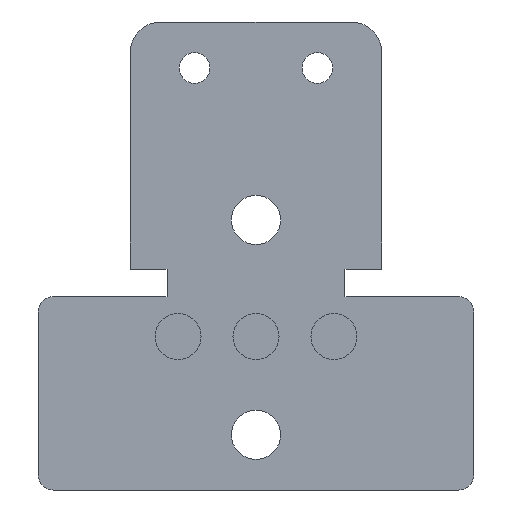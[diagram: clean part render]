
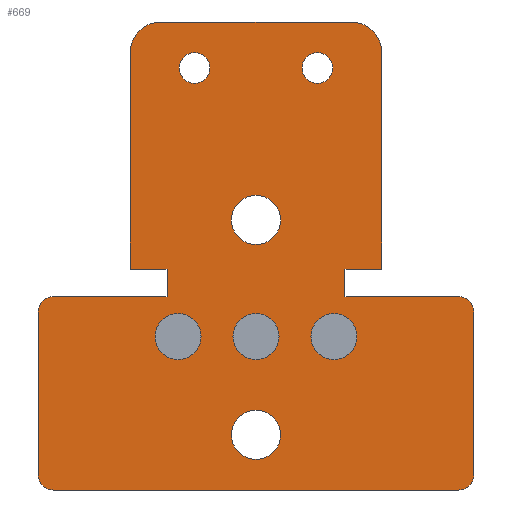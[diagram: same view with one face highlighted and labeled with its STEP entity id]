
A CAD part, front view. The second image highlights one B-rep face of the part: STEP entity #669.
In plain terms, the highlighted planar face has unit normal (0, -1, 0).
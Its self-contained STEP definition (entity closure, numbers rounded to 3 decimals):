
#32=CARTESIAN_POINT('',(6.6,4.4,0.8));
#33=DIRECTION('',(0.,1.,0.));
#34=DIRECTION('',(0.,0.,1.));
#35=AXIS2_PLACEMENT_3D('',#32,#33,#34);
#37=CARTESIAN_POINT('',(6.6,4.4,-4.5));
#38=DIRECTION('',(0.,1.,0.));
#39=DIRECTION('',(1.,0.,0.));
#40=AXIS2_PLACEMENT_3D('',#37,#38,#39);
#42=CARTESIAN_POINT('',(-6.6,4.4,-4.5));
#43=DIRECTION('',(0.,1.,0.));
#44=DIRECTION('',(0.,0.,-1.));
#45=AXIS2_PLACEMENT_3D('',#42,#43,#44);
#47=CARTESIAN_POINT('',(-6.6,4.4,0.8));
#48=DIRECTION('',(0.,1.,0.));
#49=DIRECTION('',(-1.,0.,0.));
#50=AXIS2_PLACEMENT_3D('',#47,#48,#49);
#52=DIRECTION('',(0.,0.,1.));
#53=VECTOR('',#52,0.9);
#54=CARTESIAN_POINT('',(-2.9,4.4,1.3));
#55=LINE('',#54,#53);
#56=DIRECTION('',(-1.,0.,0.));
#57=VECTOR('',#56,1.2);
#58=CARTESIAN_POINT('',(-2.9,4.4,2.2));
#59=LINE('',#58,#57);
#60=DIRECTION('',(0.,0.,1.));
#61=VECTOR('',#60,7.05);
#62=CARTESIAN_POINT('',(-4.1,4.4,2.2));
#63=LINE('',#62,#61);
#64=CARTESIAN_POINT('',(-3.1,4.4,9.25));
#65=DIRECTION('',(0.,1.,0.));
#66=DIRECTION('',(-1.,0.,0.));
#67=AXIS2_PLACEMENT_3D('',#64,#65,#66);
#69=DIRECTION('',(1.,0.,0.));
#70=VECTOR('',#69,6.2);
#71=CARTESIAN_POINT('',(-3.1,4.4,10.25));
#72=LINE('',#71,#70);
#73=CARTESIAN_POINT('',(3.1,4.4,9.25));
#74=DIRECTION('',(0.,1.,0.));
#75=DIRECTION('',(0.,0.,1.));
#76=AXIS2_PLACEMENT_3D('',#73,#74,#75);
#78=DIRECTION('',(0.,0.,-1.));
#79=VECTOR('',#78,7.05);
#80=CARTESIAN_POINT('',(4.1,4.4,9.25));
#81=LINE('',#80,#79);
#82=DIRECTION('',(0.,0.,-1.));
#83=VECTOR('',#82,0.9);
#84=CARTESIAN_POINT('',(2.9,4.4,2.2));
#85=LINE('',#84,#83);
#86=CARTESIAN_POINT('',(0.,4.4,0.));
#87=DIRECTION('',(0.,-1.,0.));
#88=DIRECTION('',(-1.,0.,0.));
#89=AXIS2_PLACEMENT_3D('',#86,#87,#88);
#91=CARTESIAN_POINT('',(0.,4.4,0.));
#92=DIRECTION('',(0.,-1.,0.));
#93=DIRECTION('',(1.,0.,0.));
#94=AXIS2_PLACEMENT_3D('',#91,#92,#93);
#96=CARTESIAN_POINT('',(-2.54,4.4,0.));
#97=DIRECTION('',(0.,-1.,0.));
#98=DIRECTION('',(-1.,0.,0.));
#99=AXIS2_PLACEMENT_3D('',#96,#97,#98);
#101=CARTESIAN_POINT('',(-2.54,4.4,0.));
#102=DIRECTION('',(0.,-1.,0.));
#103=DIRECTION('',(1.,0.,0.));
#104=AXIS2_PLACEMENT_3D('',#101,#102,#103);
#106=CARTESIAN_POINT('',(0.,4.4,3.8));
#107=DIRECTION('',(0.,-1.,0.));
#108=DIRECTION('',(-1.,0.,0.));
#109=AXIS2_PLACEMENT_3D('',#106,#107,#108);
#111=CARTESIAN_POINT('',(0.,4.4,3.8));
#112=DIRECTION('',(0.,-1.,0.));
#113=DIRECTION('',(1.,0.,0.));
#114=AXIS2_PLACEMENT_3D('',#111,#112,#113);
#116=CARTESIAN_POINT('',(0.,4.4,-3.2));
#117=DIRECTION('',(0.,-1.,0.));
#118=DIRECTION('',(-1.,0.,0.));
#119=AXIS2_PLACEMENT_3D('',#116,#117,#118);
#121=CARTESIAN_POINT('',(0.,4.4,-3.2));
#122=DIRECTION('',(0.,-1.,0.));
#123=DIRECTION('',(1.,0.,0.));
#124=AXIS2_PLACEMENT_3D('',#121,#122,#123);
#126=CARTESIAN_POINT('',(-2.,4.4,8.75));
#127=DIRECTION('',(0.,-1.,0.));
#128=DIRECTION('',(-1.,0.,0.));
#129=AXIS2_PLACEMENT_3D('',#126,#127,#128);
#131=CARTESIAN_POINT('',(-2.,4.4,8.75));
#132=DIRECTION('',(0.,-1.,0.));
#133=DIRECTION('',(1.,0.,0.));
#134=AXIS2_PLACEMENT_3D('',#131,#132,#133);
#136=CARTESIAN_POINT('',(2.,4.4,8.75));
#137=DIRECTION('',(0.,-1.,0.));
#138=DIRECTION('',(-1.,0.,0.));
#139=AXIS2_PLACEMENT_3D('',#136,#137,#138);
#141=CARTESIAN_POINT('',(2.,4.4,8.75));
#142=DIRECTION('',(0.,-1.,0.));
#143=DIRECTION('',(1.,0.,0.));
#144=AXIS2_PLACEMENT_3D('',#141,#142,#143);
#146=CARTESIAN_POINT('',(2.54,4.4,0.));
#147=DIRECTION('',(0.,-1.,0.));
#148=DIRECTION('',(-1.,0.,0.));
#149=AXIS2_PLACEMENT_3D('',#146,#147,#148);
#151=CARTESIAN_POINT('',(2.54,4.4,0.));
#152=DIRECTION('',(0.,-1.,0.));
#153=DIRECTION('',(1.,0.,0.));
#154=AXIS2_PLACEMENT_3D('',#151,#152,#153);
#164=DIRECTION('',(-1.,0.,0.));
#165=VECTOR('',#164,3.7);
#166=CARTESIAN_POINT('',(6.6,4.4,1.3));
#167=LINE('',#166,#165);
#180=DIRECTION('',(1.,0.,0.));
#181=VECTOR('',#180,1.2);
#182=CARTESIAN_POINT('',(2.9,4.4,2.2));
#183=LINE('',#182,#181);
#330=DIRECTION('',(-1.,0.,0.));
#331=VECTOR('',#330,3.7);
#332=CARTESIAN_POINT('',(-2.9,4.4,1.3));
#333=LINE('',#332,#331);
#342=DIRECTION('',(0.,0.,-1.));
#343=VECTOR('',#342,5.3);
#344=CARTESIAN_POINT('',(-7.1,4.4,0.8));
#345=LINE('',#344,#343);
#354=DIRECTION('',(1.,0.,0.));
#355=VECTOR('',#354,13.2);
#356=CARTESIAN_POINT('',(-6.6,4.4,-5.));
#357=LINE('',#356,#355);
#366=DIRECTION('',(0.,0.,1.));
#367=VECTOR('',#366,5.3);
#368=CARTESIAN_POINT('',(7.1,4.4,-4.5));
#369=LINE('',#368,#367);
#456=CARTESIAN_POINT('',(6.6,4.4,1.3));
#457=CARTESIAN_POINT('',(7.1,4.4,0.8));
#458=VERTEX_POINT('',#456);
#459=VERTEX_POINT('',#457);
#460=CARTESIAN_POINT('',(7.1,4.4,-4.5));
#461=VERTEX_POINT('',#460);
#462=CARTESIAN_POINT('',(6.6,4.4,-5.));
#463=VERTEX_POINT('',#462);
#464=CARTESIAN_POINT('',(-6.6,4.4,-5.));
#465=VERTEX_POINT('',#464);
#466=CARTESIAN_POINT('',(-7.1,4.4,-4.5));
#467=VERTEX_POINT('',#466);
#468=CARTESIAN_POINT('',(-7.1,4.4,0.8));
#469=VERTEX_POINT('',#468);
#470=CARTESIAN_POINT('',(-6.6,4.4,1.3));
#471=VERTEX_POINT('',#470);
#472=CARTESIAN_POINT('',(-2.9,4.4,1.3));
#473=VERTEX_POINT('',#472);
#474=CARTESIAN_POINT('',(-2.9,4.4,2.2));
#475=VERTEX_POINT('',#474);
#476=CARTESIAN_POINT('',(-4.1,4.4,2.2));
#477=VERTEX_POINT('',#476);
#478=CARTESIAN_POINT('',(-4.1,4.4,9.25));
#479=VERTEX_POINT('',#478);
#480=CARTESIAN_POINT('',(-3.1,4.4,10.25));
#481=VERTEX_POINT('',#480);
#482=CARTESIAN_POINT('',(3.1,4.4,10.25));
#483=VERTEX_POINT('',#482);
#484=CARTESIAN_POINT('',(4.1,4.4,9.25));
#485=VERTEX_POINT('',#484);
#486=CARTESIAN_POINT('',(4.1,4.4,2.2));
#487=VERTEX_POINT('',#486);
#488=CARTESIAN_POINT('',(2.9,4.4,2.2));
#489=VERTEX_POINT('',#488);
#490=CARTESIAN_POINT('',(2.9,4.4,1.3));
#491=VERTEX_POINT('',#490);
#492=CARTESIAN_POINT('',(-0.75,4.4,0.));
#493=CARTESIAN_POINT('',(0.75,4.4,0.));
#494=VERTEX_POINT('',#492);
#495=VERTEX_POINT('',#493);
#496=CARTESIAN_POINT('',(-3.29,4.4,0.));
#497=CARTESIAN_POINT('',(-1.79,4.4,0.));
#498=VERTEX_POINT('',#496);
#499=VERTEX_POINT('',#497);
#500=CARTESIAN_POINT('',(-0.8,4.4,3.8));
#501=CARTESIAN_POINT('',(0.8,4.4,3.8));
#502=VERTEX_POINT('',#500);
#503=VERTEX_POINT('',#501);
#504=CARTESIAN_POINT('',(-0.8,4.4,-3.2));
#505=CARTESIAN_POINT('',(0.8,4.4,-3.2));
#506=VERTEX_POINT('',#504);
#507=VERTEX_POINT('',#505);
#508=CARTESIAN_POINT('',(-2.5,4.4,8.75));
#509=CARTESIAN_POINT('',(-1.5,4.4,8.75));
#510=VERTEX_POINT('',#508);
#511=VERTEX_POINT('',#509);
#512=CARTESIAN_POINT('',(1.5,4.4,8.75));
#513=CARTESIAN_POINT('',(2.5,4.4,8.75));
#514=VERTEX_POINT('',#512);
#515=VERTEX_POINT('',#513);
#516=CARTESIAN_POINT('',(1.79,4.4,0.));
#517=CARTESIAN_POINT('',(3.29,4.4,0.));
#518=VERTEX_POINT('',#516);
#519=VERTEX_POINT('',#517);
#584=CARTESIAN_POINT('',(12.54,4.4,-25.));
#585=DIRECTION('',(0.,1.,0.));
#586=DIRECTION('',(-1.,0.,0.));
#587=AXIS2_PLACEMENT_3D('',#584,#585,#586);
#588=PLANE('',#587);
#590=ORIENTED_EDGE('',*,*,#589,.T.);
#592=ORIENTED_EDGE('',*,*,#591,.F.);
#594=ORIENTED_EDGE('',*,*,#593,.T.);
#596=ORIENTED_EDGE('',*,*,#595,.F.);
#598=ORIENTED_EDGE('',*,*,#597,.T.);
#600=ORIENTED_EDGE('',*,*,#599,.F.);
#602=ORIENTED_EDGE('',*,*,#601,.T.);
#604=ORIENTED_EDGE('',*,*,#603,.F.);
#606=ORIENTED_EDGE('',*,*,#605,.T.);
#608=ORIENTED_EDGE('',*,*,#607,.T.);
#610=ORIENTED_EDGE('',*,*,#609,.T.);
#612=ORIENTED_EDGE('',*,*,#611,.T.);
#614=ORIENTED_EDGE('',*,*,#613,.T.);
#616=ORIENTED_EDGE('',*,*,#615,.T.);
#618=ORIENTED_EDGE('',*,*,#617,.T.);
#620=ORIENTED_EDGE('',*,*,#619,.F.);
#622=ORIENTED_EDGE('',*,*,#621,.T.);
#624=ORIENTED_EDGE('',*,*,#623,.F.);
#625=EDGE_LOOP('',(#590,#592,#594,#596,#598,#600,#602,#604,#606,#608,#610,#612,
#614,#616,#618,#620,#622,#624));
#626=FACE_OUTER_BOUND('',#625,.F.);
#628=ORIENTED_EDGE('',*,*,#627,.T.);
#630=ORIENTED_EDGE('',*,*,#629,.T.);
#631=EDGE_LOOP('',(#628,#630));
#632=FACE_BOUND('',#631,.F.);
#634=ORIENTED_EDGE('',*,*,#633,.T.);
#636=ORIENTED_EDGE('',*,*,#635,.T.);
#637=EDGE_LOOP('',(#634,#636));
#638=FACE_BOUND('',#637,.F.);
#640=ORIENTED_EDGE('',*,*,#639,.T.);
#642=ORIENTED_EDGE('',*,*,#641,.T.);
#643=EDGE_LOOP('',(#640,#642));
#644=FACE_BOUND('',#643,.F.);
#646=ORIENTED_EDGE('',*,*,#645,.T.);
#648=ORIENTED_EDGE('',*,*,#647,.T.);
#649=EDGE_LOOP('',(#646,#648));
#650=FACE_BOUND('',#649,.F.);
#652=ORIENTED_EDGE('',*,*,#651,.T.);
#654=ORIENTED_EDGE('',*,*,#653,.T.);
#655=EDGE_LOOP('',(#652,#654));
#656=FACE_BOUND('',#655,.F.);
#658=ORIENTED_EDGE('',*,*,#657,.T.);
#660=ORIENTED_EDGE('',*,*,#659,.T.);
#661=EDGE_LOOP('',(#658,#660));
#662=FACE_BOUND('',#661,.F.);
#664=ORIENTED_EDGE('',*,*,#663,.T.);
#666=ORIENTED_EDGE('',*,*,#665,.T.);
#667=EDGE_LOOP('',(#664,#666));
#668=FACE_BOUND('',#667,.F.);
#36=CIRCLE('',#35,0.5);
#41=CIRCLE('',#40,0.5);
#46=CIRCLE('',#45,0.5);
#51=CIRCLE('',#50,0.5);
#68=CIRCLE('',#67,1.);
#77=CIRCLE('',#76,1.);
#90=CIRCLE('',#89,0.75);
#95=CIRCLE('',#94,0.75);
#100=CIRCLE('',#99,0.75);
#105=CIRCLE('',#104,0.75);
#110=CIRCLE('',#109,0.8);
#115=CIRCLE('',#114,0.8);
#120=CIRCLE('',#119,0.8);
#125=CIRCLE('',#124,0.8);
#130=CIRCLE('',#129,0.5);
#135=CIRCLE('',#134,0.5);
#140=CIRCLE('',#139,0.5);
#145=CIRCLE('',#144,0.5);
#150=CIRCLE('',#149,0.75);
#155=CIRCLE('',#154,0.75);
#589=EDGE_CURVE('',#458,#459,#36,.T.);
#591=EDGE_CURVE('',#461,#459,#369,.T.);
#593=EDGE_CURVE('',#461,#463,#41,.T.);
#595=EDGE_CURVE('',#465,#463,#357,.T.);
#597=EDGE_CURVE('',#465,#467,#46,.T.);
#599=EDGE_CURVE('',#469,#467,#345,.T.);
#601=EDGE_CURVE('',#469,#471,#51,.T.);
#603=EDGE_CURVE('',#473,#471,#333,.T.);
#605=EDGE_CURVE('',#473,#475,#55,.T.);
#607=EDGE_CURVE('',#475,#477,#59,.T.);
#609=EDGE_CURVE('',#477,#479,#63,.T.);
#611=EDGE_CURVE('',#479,#481,#68,.T.);
#613=EDGE_CURVE('',#481,#483,#72,.T.);
#615=EDGE_CURVE('',#483,#485,#77,.T.);
#617=EDGE_CURVE('',#485,#487,#81,.T.);
#619=EDGE_CURVE('',#489,#487,#183,.T.);
#621=EDGE_CURVE('',#489,#491,#85,.T.);
#623=EDGE_CURVE('',#458,#491,#167,.T.);
#627=EDGE_CURVE('',#494,#495,#90,.T.);
#629=EDGE_CURVE('',#495,#494,#95,.T.);
#633=EDGE_CURVE('',#498,#499,#100,.T.);
#635=EDGE_CURVE('',#499,#498,#105,.T.);
#639=EDGE_CURVE('',#502,#503,#110,.T.);
#641=EDGE_CURVE('',#503,#502,#115,.T.);
#645=EDGE_CURVE('',#506,#507,#120,.T.);
#647=EDGE_CURVE('',#507,#506,#125,.T.);
#651=EDGE_CURVE('',#510,#511,#130,.T.);
#653=EDGE_CURVE('',#511,#510,#135,.T.);
#657=EDGE_CURVE('',#514,#515,#140,.T.);
#659=EDGE_CURVE('',#515,#514,#145,.T.);
#663=EDGE_CURVE('',#518,#519,#150,.T.);
#665=EDGE_CURVE('',#519,#518,#155,.T.);
#669=ADVANCED_FACE('',(#626,#632,#638,#644,#650,#656,#662,#668),#588,.F.);
